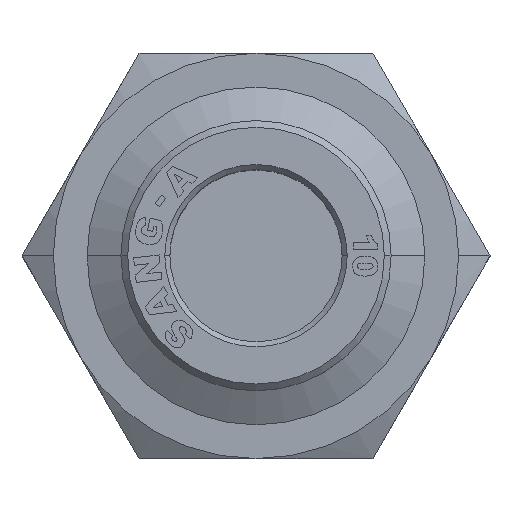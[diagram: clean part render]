
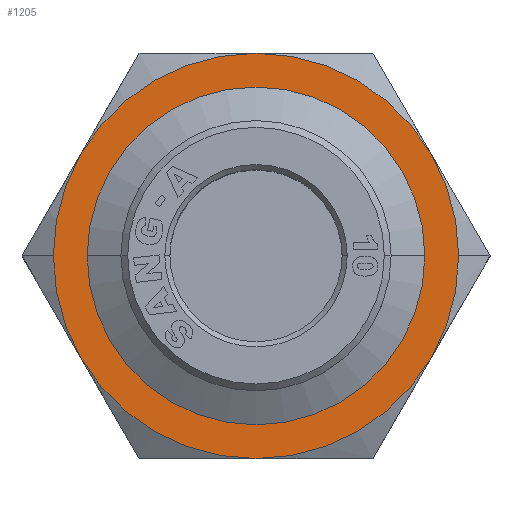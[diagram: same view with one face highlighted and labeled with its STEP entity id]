
A CAD part, top view. The second image highlights one B-rep face of the part: STEP entity #1205.
In plain terms, the highlighted planar face has unit normal (0, 0, 1).
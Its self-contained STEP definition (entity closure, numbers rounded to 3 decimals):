
#567=CARTESIAN_POINT('',(-10.0,0.,8.2));
#568=VERTEX_POINT('',#567);
#575=CARTESIAN_POINT('',(10.,0.,8.2));
#576=VERTEX_POINT('',#575);
#577=CARTESIAN_POINT('',(0.,0.,8.2));
#578=DIRECTION('',(0.0,0.0,1.0));
#579=DIRECTION('',(-1.0,0.0,0.0));
#580=AXIS2_PLACEMENT_3D('',#577,#578,#579);
#581=CIRCLE('',#580,10.);
#582=EDGE_CURVE('',#568,#576,#581,.T.);
#1063=CARTESIAN_POINT('',(-12.,0.,8.2));
#1064=VERTEX_POINT('',#1063);
#1071=CARTESIAN_POINT('',(-10.392,-6.0,8.2));
#1072=VERTEX_POINT('',#1071);
#1086=CARTESIAN_POINT('',(0.,0.,8.2));
#1087=DIRECTION('',(0.0,0.0,1.0));
#1088=DIRECTION('',(-1.0,0.0,0.0));
#1089=AXIS2_PLACEMENT_3D('',#1086,#1087,#1088);
#1090=CIRCLE('',#1089,12.);
#1091=EDGE_CURVE('',#1064,#1072,#1090,.T.);
#1101=CARTESIAN_POINT('',(12.,0.,8.2));
#1102=VERTEX_POINT('',#1101);
#1111=CARTESIAN_POINT('',(10.392,-6.,8.2));
#1112=VERTEX_POINT('',#1111);
#1113=CARTESIAN_POINT('',(0.,0.,8.2));
#1114=DIRECTION('',(0.0,0.0,1.0));
#1115=DIRECTION('',(-1.0,0.0,0.0));
#1116=AXIS2_PLACEMENT_3D('',#1113,#1114,#1115);
#1117=CIRCLE('',#1116,12.);
#1118=EDGE_CURVE('',#1112,#1102,#1117,.T.);
#1136=CARTESIAN_POINT('',(0.,0.,8.2));
#1137=DIRECTION('',(0.0,0.0,-1.0));
#1138=DIRECTION('',(1.0,0.0,0.0));
#1139=AXIS2_PLACEMENT_3D('',#1136,#1137,#1138);
#1140=PLANE('',#1139);
#1141=CARTESIAN_POINT('',(10.392,6.,8.2));
#1142=VERTEX_POINT('',#1141);
#1143=CARTESIAN_POINT('',(0.0,12.,8.2));
#1144=VERTEX_POINT('',#1143);
#1145=CARTESIAN_POINT('',(0.,0.,8.2));
#1146=DIRECTION('',(0.0,0.0,1.0));
#1147=DIRECTION('',(-1.0,0.0,0.0));
#1148=AXIS2_PLACEMENT_3D('',#1145,#1146,#1147);
#1149=CIRCLE('',#1148,12.);
#1150=EDGE_CURVE('',#1142,#1144,#1149,.T.);
#1151=ORIENTED_EDGE('',*,*,#1150,.T.);
#1152=CARTESIAN_POINT('',(-10.392,6.,8.2));
#1153=VERTEX_POINT('',#1152);
#1154=CARTESIAN_POINT('',(0.,0.,8.2));
#1155=DIRECTION('',(0.0,0.0,1.0));
#1156=DIRECTION('',(-1.0,0.0,0.0));
#1157=AXIS2_PLACEMENT_3D('',#1154,#1155,#1156);
#1158=CIRCLE('',#1157,12.);
#1159=EDGE_CURVE('',#1144,#1153,#1158,.T.);
#1160=ORIENTED_EDGE('',*,*,#1159,.T.);
#1161=CARTESIAN_POINT('',(0.,0.,8.2));
#1162=DIRECTION('',(0.0,0.0,1.0));
#1163=DIRECTION('',(-1.0,0.0,0.0));
#1164=AXIS2_PLACEMENT_3D('',#1161,#1162,#1163);
#1165=CIRCLE('',#1164,12.);
#1166=EDGE_CURVE('',#1153,#1064,#1165,.T.);
#1167=ORIENTED_EDGE('',*,*,#1166,.T.);
#1168=ORIENTED_EDGE('',*,*,#1091,.T.);
#1169=CARTESIAN_POINT('',(0.,-12.,8.2));
#1170=VERTEX_POINT('',#1169);
#1171=CARTESIAN_POINT('',(0.,0.,8.2));
#1172=DIRECTION('',(0.0,0.0,1.0));
#1173=DIRECTION('',(-1.0,0.0,0.0));
#1174=AXIS2_PLACEMENT_3D('',#1171,#1172,#1173);
#1175=CIRCLE('',#1174,12.);
#1176=EDGE_CURVE('',#1072,#1170,#1175,.T.);
#1177=ORIENTED_EDGE('',*,*,#1176,.T.);
#1178=CARTESIAN_POINT('',(0.,0.,8.2));
#1179=DIRECTION('',(0.0,0.0,1.0));
#1180=DIRECTION('',(-1.0,0.0,0.0));
#1181=AXIS2_PLACEMENT_3D('',#1178,#1179,#1180);
#1182=CIRCLE('',#1181,12.);
#1183=EDGE_CURVE('',#1170,#1112,#1182,.T.);
#1184=ORIENTED_EDGE('',*,*,#1183,.T.);
#1185=ORIENTED_EDGE('',*,*,#1118,.T.);
#1186=CARTESIAN_POINT('',(0.,0.,8.2));
#1187=DIRECTION('',(0.0,0.0,1.0));
#1188=DIRECTION('',(-1.0,0.0,0.0));
#1189=AXIS2_PLACEMENT_3D('',#1186,#1187,#1188);
#1190=CIRCLE('',#1189,12.);
#1191=EDGE_CURVE('',#1102,#1142,#1190,.T.);
#1192=ORIENTED_EDGE('',*,*,#1191,.T.);
#1193=EDGE_LOOP('',(#1151,#1160,#1167,#1168,#1177,#1184,#1185,#1192));
#1194=FACE_OUTER_BOUND('',#1193,.T.);
#1195=CARTESIAN_POINT('',(0.,0.,8.2));
#1196=DIRECTION('',(0.0,0.0,1.0));
#1197=DIRECTION('',(-1.0,0.0,0.0));
#1198=AXIS2_PLACEMENT_3D('',#1195,#1196,#1197);
#1199=CIRCLE('',#1198,10.);
#1200=EDGE_CURVE('',#576,#568,#1199,.T.);
#1201=ORIENTED_EDGE('',*,*,#1200,.F.);
#1202=ORIENTED_EDGE('',*,*,#582,.F.);
#1203=EDGE_LOOP('',(#1201,#1202));
#1204=FACE_BOUND('',#1203,.T.);
#1205=ADVANCED_FACE('',(#1194,#1204),#1140,.F.);
